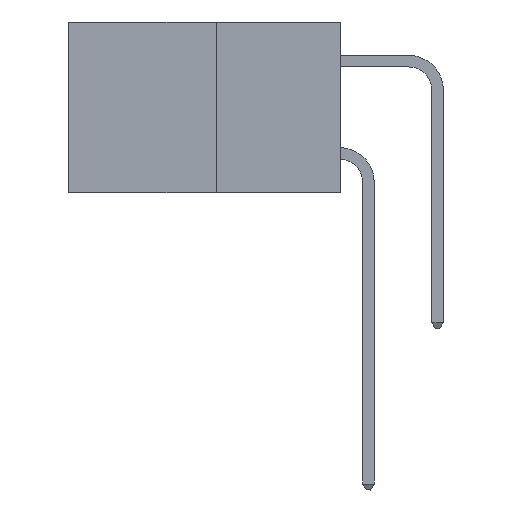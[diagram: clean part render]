
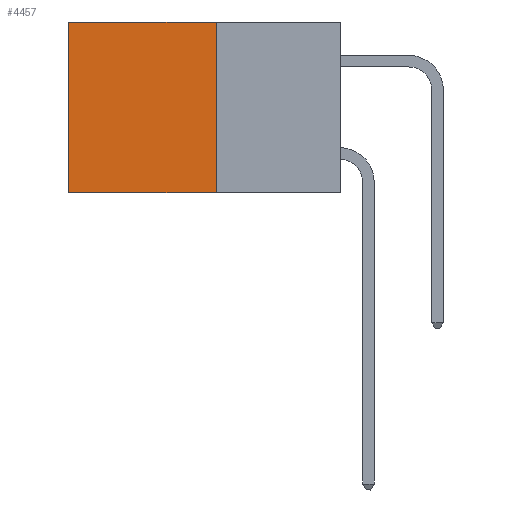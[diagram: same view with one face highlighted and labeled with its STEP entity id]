
A CAD part, left-side view. The second image highlights one B-rep face of the part: STEP entity #4457.
In plain terms, the highlighted planar face has unit normal (-1, 0, 0).
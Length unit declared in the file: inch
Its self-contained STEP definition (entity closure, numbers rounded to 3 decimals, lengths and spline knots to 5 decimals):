
#83 = DIRECTION ( 'NONE',  ( 0., 1., 0. ) ) ;
#285 = ORIENTED_EDGE ( 'NONE', *, *, #11630, .F. ) ;
#585 = EDGE_LOOP ( 'NONE', ( #1481, #695, #285, #5851 ) ) ;
#695 = ORIENTED_EDGE ( 'NONE', *, *, #6254, .F. ) ;
#1215 = VECTOR ( 'NONE', #1504, 39.37008 ) ;
#1481 = ORIENTED_EDGE ( 'NONE', *, *, #7389, .T. ) ;
#1504 = DIRECTION ( 'NONE',  ( 0., 1., 0. ) ) ;
#1883 = LINE ( 'NONE', #6944, #1215 ) ;
#2556 = LINE ( 'NONE', #8598, #10568 ) ;
#3306 = DIRECTION ( 'NONE',  ( 0., 0., -1. ) ) ;
#3562 = VERTEX_POINT ( 'NONE', #8033 ) ;
#3960 = CARTESIAN_POINT ( 'NONE',  ( 0.277, 0.27, -0.37 ) ) ;
#4457 = ADVANCED_FACE ( 'NONE', ( #9342 ), #8168, .F. ) ;
#5043 = AXIS2_PLACEMENT_3D ( 'NONE', #8158, #8153, #8142 ) ;
#5354 = VERTEX_POINT ( 'NONE', #7161 ) ;
#5851 = ORIENTED_EDGE ( 'NONE', *, *, #6173, .T. ) ;
#6173 = EDGE_CURVE ( 'NONE', #7192, #3562, #2556, .T. ) ;
#6254 = EDGE_CURVE ( 'NONE', #7768, #5354, #1883, .T. ) ;
#6944 = CARTESIAN_POINT ( 'NONE',  ( 0.277, 0.27, -0.37 ) ) ;
#7161 = CARTESIAN_POINT ( 'NONE',  ( 0.277, 0.59, -0.37 ) ) ;
#7192 = VERTEX_POINT ( 'NONE', #10295 ) ;
#7362 = VECTOR ( 'NONE', #11185, 39.37008 ) ;
#7389 = EDGE_CURVE ( 'NONE', #3562, #5354, #11760, .T. ) ;
#7768 = VERTEX_POINT ( 'NONE', #8172 ) ;
#8033 = CARTESIAN_POINT ( 'NONE',  ( 0.277, 0.59, 0. ) ) ;
#8142 = DIRECTION ( 'NONE',  ( 0., 0., -1. ) ) ;
#8153 = DIRECTION ( 'NONE',  ( 1., 0., 0. ) ) ;
#8158 = CARTESIAN_POINT ( 'NONE',  ( 0.277, 0.27, -0.37 ) ) ;
#8168 = PLANE ( 'NONE',  #5043 ) ;
#8172 = CARTESIAN_POINT ( 'NONE',  ( 0.277, 0.27, -0.37 ) ) ;
#8598 = CARTESIAN_POINT ( 'NONE',  ( 0.277, 0.27, 0. ) ) ;
#9129 = VECTOR ( 'NONE', #3306, 39.37008 ) ;
#9342 = FACE_OUTER_BOUND ( 'NONE', #585, .T. ) ;
#10284 = LINE ( 'NONE', #3960, #7362 ) ;
#10295 = CARTESIAN_POINT ( 'NONE',  ( 0.277, 0.27, 0. ) ) ;
#10568 = VECTOR ( 'NONE', #83, 39.37008 ) ;
#11185 = DIRECTION ( 'NONE',  ( 0., 0., -1. ) ) ;
#11630 = EDGE_CURVE ( 'NONE', #7192, #7768, #10284, .T. ) ;
#11760 = LINE ( 'NONE', #12456, #9129 ) ;
#12456 = CARTESIAN_POINT ( 'NONE',  ( 0.277, 0.59, -0.37 ) ) ;
